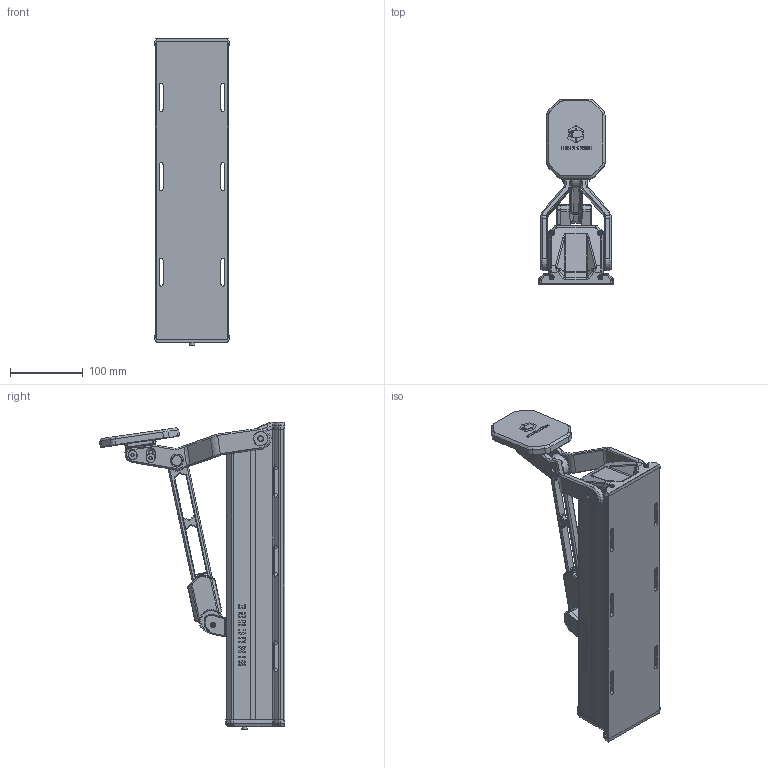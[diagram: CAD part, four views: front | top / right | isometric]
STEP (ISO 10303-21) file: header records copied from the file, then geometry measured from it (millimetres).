
FILE_DESCRIPTION(/* description */ (''),/* implementation_level */ '2;1');
FILE_NAME(/* name */ 'ActivePedal_Pro_2024_3d_model.step',/* time_stamp */ '2024-08-07T13:48:43+03:00',/* author */ (''),/* organization */ (''),/* preprocessor_version */ 'ST-DEVELOPER v20',/* originating_system */ 'Autodesk Translation Framework v13.14.0.145',/* authorisation */ '');
FILE_SCHEMA (('AUTOMOTIVE_DESIGN { 1 0 10303 214 3 1 1 }'));
Products named in the file (1): Simplified
Bounding box: 102.6 x 254.25 x 421.9 mm (x, y, z)
Volume: 2659402.4 mm3; surface area: 250933.6 mm2
Topology: 1 solids, 2 shells, 3281 faces, 8356 edges, 5263 vertices
Faces by surface type: plane 1774, bspline 631, cylinder 445, cone 325, torus 75, sphere 31
Full cylindrical faces by diameter (mm): 5.004 x1, 5.5 x9, 6 x2, 6.3 x1, 6.5 x1, 7.4 x1, 8.5 x2, 9 x2, 10.5 x2, 12 x8, 13 x1, 15 x2, 18 x4, 19 x2, 22 x2, 28 x4
Entity records: 106577 total; most frequent: CARTESIAN_POINT 30426, ORIENTED_EDGE 16696, DIRECTION 14239, EDGE_CURVE 8348, LINE 5441, VECTOR 5441, VERTEX_POINT 5263, AXIS2_PLACEMENT_3D 4399
